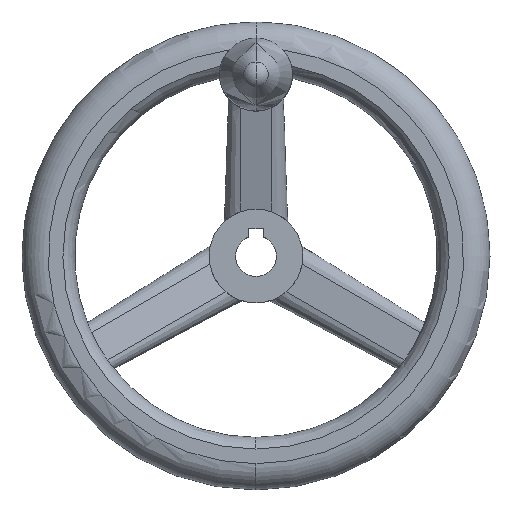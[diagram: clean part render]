
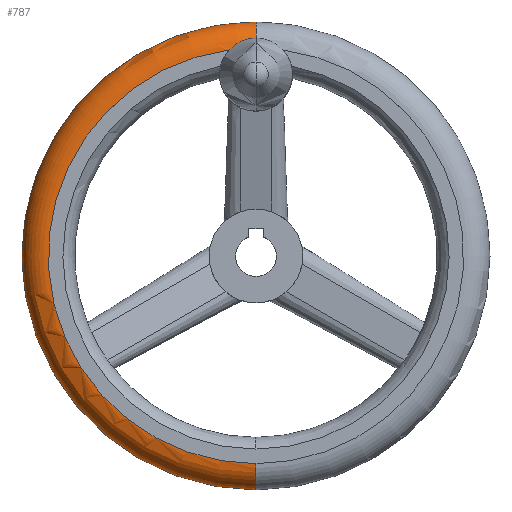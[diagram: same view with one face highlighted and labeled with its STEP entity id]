
A CAD part, top view. The second image highlights one B-rep face of the part: STEP entity #787.
In plain terms, the highlighted toroidal (fillet/blend) face has major radius 71 mm and minor radius 9 mm.
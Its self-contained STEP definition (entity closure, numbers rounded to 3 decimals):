
#307=EDGE_CURVE('',#811,#385,#856,.T.);
#357=VERTEX_POINT('',#907);
#385=VERTEX_POINT('',#938);
#481=EDGE_CURVE('',#811,#749,#1045,.T.);
#537=VERTEX_POINT('',#1103);
#631=EDGE_CURVE('',#749,#537,#1208,.T.);
#689=EDGE_CURVE('',#357,#537,#1269,.T.);
#749=VERTEX_POINT('',#1339);
#757=EDGE_CURVE('',#357,#385,#1347,.T.);
#787=ADVANCED_FACE('',(#1381),#1382,.T.);
#811=VERTEX_POINT('',#1412);
#856=CIRCLE('',#1463,9.0);
#907=CARTESIAN_POINT('',(0.,80.0,31.0));
#938=CARTESIAN_POINT('',(0.,-80.0,31.0));
#1045=CIRCLE('',#2030,71.0);
#1103=CARTESIAN_POINT('',(0.,71.0,40.0));
#1208=CIRCLE('',#2341,71.0);
#1269=CIRCLE('',#2535,9.0);
#1339=CARTESIAN_POINT('',(-9.263,70.393,40.));
#1347=CIRCLE('',#2677,80.0);
#1381=FACE_OUTER_BOUND('',#2722,.T.);
#1382=TOROIDAL_SURFACE('',#2723,71.0,9.0);
#1412=CARTESIAN_POINT('',(0.,-71.0,40.0));
#1463=AXIS2_PLACEMENT_3D('',#2812,#2813,#2814);
#2030=AXIS2_PLACEMENT_3D('',#3004,#3005,#3006);
#2341=AXIS2_PLACEMENT_3D('',#3197,#3198,#3199);
#2535=AXIS2_PLACEMENT_3D('',#3250,#3251,#3252);
#2677=AXIS2_PLACEMENT_3D('',#3361,#3362,#3363);
#2722=EDGE_LOOP('',(#3424,#3425,#3426,#3427,#3428));
#2723=AXIS2_PLACEMENT_3D('',#3429,#3430,#3431);
#2812=CARTESIAN_POINT('',(0.,-71.0,31.0));
#2813=DIRECTION('',(1.0,0.,0.));
#2814=DIRECTION('',(0.,-1.0,0.));
#3004=CARTESIAN_POINT('',(0.,0.,40.0));
#3005=DIRECTION('',(0.,0.,-1.0));
#3006=DIRECTION('',(0.,1.0,0.));
#3197=CARTESIAN_POINT('',(0.,0.,40.0));
#3198=DIRECTION('',(0.,0.,-1.0));
#3199=DIRECTION('',(0.,1.0,0.));
#3250=CARTESIAN_POINT('',(0.,71.0,31.0));
#3251=DIRECTION('',(1.0,0.,0.));
#3252=DIRECTION('',(0.,1.0,0.));
#3361=CARTESIAN_POINT('',(0.,0.,31.0));
#3362=DIRECTION('',(0.,0.,1.0));
#3363=DIRECTION('',(1.0,0.0,0.));
#3424=ORIENTED_EDGE('',*,*,#757,.T.);
#3425=ORIENTED_EDGE('',*,*,#307,.F.);
#3426=ORIENTED_EDGE('',*,*,#481,.T.);
#3427=ORIENTED_EDGE('',*,*,#631,.T.);
#3428=ORIENTED_EDGE('',*,*,#689,.F.);
#3429=CARTESIAN_POINT('',(0.,0.,31.0));
#3430=DIRECTION('',(0.,0.,1.0));
#3431=DIRECTION('',(0.,1.0,0.0));
